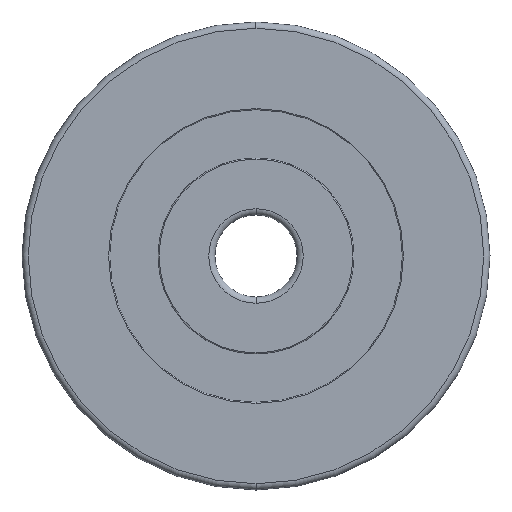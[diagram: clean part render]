
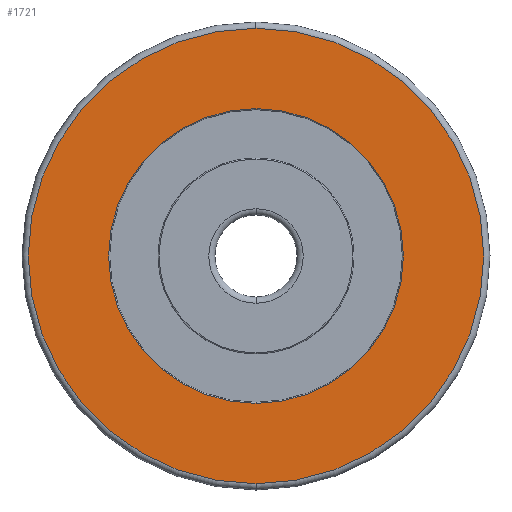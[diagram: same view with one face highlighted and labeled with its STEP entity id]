
A CAD part, left-side view. The second image highlights one B-rep face of the part: STEP entity #1721.
In plain terms, the highlighted planar face has unit normal (-1, 0, 0).
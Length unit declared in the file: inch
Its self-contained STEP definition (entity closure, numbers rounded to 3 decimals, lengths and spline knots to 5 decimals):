
#12 = DIRECTION ( 'NONE',  ( 1., 0., 0. ) ) ;
#22 = CARTESIAN_POINT ( 'NONE',  ( -0.2755, 0., 0. ) ) ;
#40 = DIRECTION ( 'NONE',  ( 0., 0., -1. ) ) ;
#137 = FACE_OUTER_BOUND ( 'NONE', #1512, .T. ) ;
#143 = VERTEX_POINT ( 'NONE', #1452 ) ;
#146 = AXIS2_PLACEMENT_3D ( 'NONE', #301, #619, #920 ) ;
#197 = VERTEX_POINT ( 'NONE', #840 ) ;
#203 = EDGE_LOOP ( 'NONE', ( #1947, #1364 ) ) ;
#301 = CARTESIAN_POINT ( 'NONE',  ( -0.2755, 0., 0. ) ) ;
#340 = DIRECTION ( 'NONE',  ( 0., 0., -1. ) ) ;
#347 = VERTEX_POINT ( 'NONE', #1213 ) ;
#418 = CARTESIAN_POINT ( 'NONE',  ( -0.2755, 0., 0.8775 ) ) ;
#482 = CARTESIAN_POINT ( 'NONE',  ( -0.2755, 0., 0. ) ) ;
#486 = DIRECTION ( 'NONE',  ( 0., 0., 1. ) ) ;
#526 = EDGE_CURVE ( 'NONE', #347, #1954, #1444, .T. ) ;
#550 = AXIS2_PLACEMENT_3D ( 'NONE', #22, #1892, #1760 ) ;
#596 = EDGE_CURVE ( 'NONE', #1954, #347, #956, .T. ) ;
#619 = DIRECTION ( 'NONE',  ( 1., 0., 0. ) ) ;
#801 = PLANE ( 'NONE',  #958 ) ;
#805 = CARTESIAN_POINT ( 'NONE',  ( -0.2755, 0., 0. ) ) ;
#811 = DIRECTION ( 'NONE',  ( 1., 0., 0. ) ) ;
#840 = CARTESIAN_POINT ( 'NONE',  ( -0.2755, 0., -0.56775 ) ) ;
#879 = FACE_BOUND ( 'NONE', #203, .T. ) ;
#920 = DIRECTION ( 'NONE',  ( 0., 0., -1. ) ) ;
#956 = CIRCLE ( 'NONE', #1358, 0.8775 ) ;
#958 = AXIS2_PLACEMENT_3D ( 'NONE', #973, #1434, #486 ) ;
#973 = CARTESIAN_POINT ( 'NONE',  ( -0.2755, 0.8775, 0. ) ) ;
#1023 = AXIS2_PLACEMENT_3D ( 'NONE', #482, #12, #40 ) ;
#1038 = ORIENTED_EDGE ( 'NONE', *, *, #526, .F. ) ;
#1208 = EDGE_CURVE ( 'NONE', #197, #143, #1853, .T. ) ;
#1213 = CARTESIAN_POINT ( 'NONE',  ( -0.2755, 0., -0.8775 ) ) ;
#1335 = EDGE_CURVE ( 'NONE', #143, #197, #1898, .T. ) ;
#1358 = AXIS2_PLACEMENT_3D ( 'NONE', #805, #811, #340 ) ;
#1364 = ORIENTED_EDGE ( 'NONE', *, *, #1335, .T. ) ;
#1434 = DIRECTION ( 'NONE',  ( -1., 0., 0. ) ) ;
#1444 = CIRCLE ( 'NONE', #1023, 0.8775 ) ;
#1452 = CARTESIAN_POINT ( 'NONE',  ( -0.2755, 0., 0.56775 ) ) ;
#1512 = EDGE_LOOP ( 'NONE', ( #1038, #1849 ) ) ;
#1721 = ADVANCED_FACE ( 'NONE', ( #879, #137 ), #801, .T. ) ;
#1760 = DIRECTION ( 'NONE',  ( 0., 0., -1. ) ) ;
#1849 = ORIENTED_EDGE ( 'NONE', *, *, #596, .F. ) ;
#1853 = CIRCLE ( 'NONE', #146, 0.56775 ) ;
#1892 = DIRECTION ( 'NONE',  ( 1., 0., 0. ) ) ;
#1898 = CIRCLE ( 'NONE', #550, 0.56775 ) ;
#1947 = ORIENTED_EDGE ( 'NONE', *, *, #1208, .T. ) ;
#1954 = VERTEX_POINT ( 'NONE', #418 ) ;
